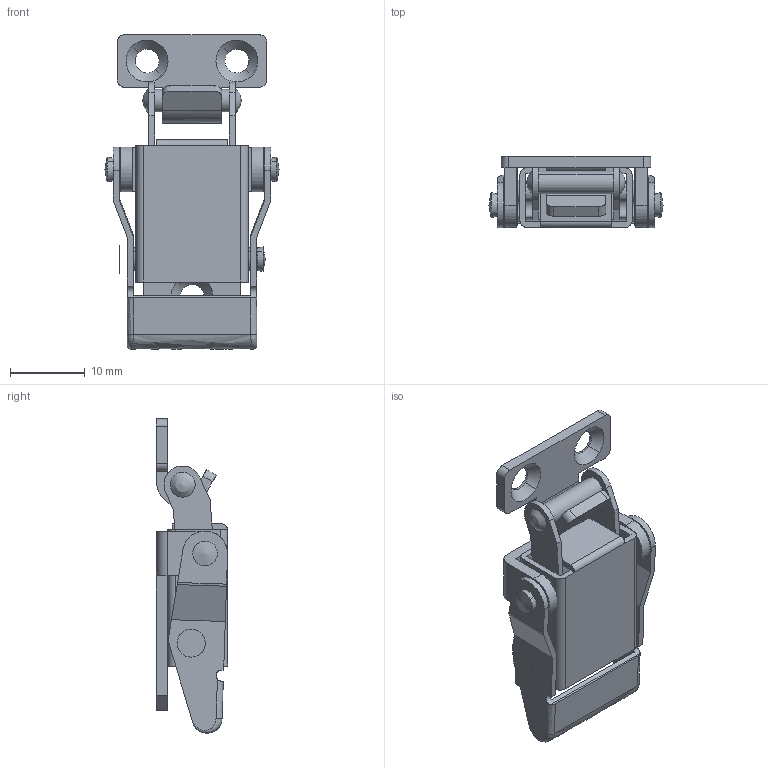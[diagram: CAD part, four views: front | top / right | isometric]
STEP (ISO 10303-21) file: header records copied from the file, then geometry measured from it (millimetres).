
FILE_DESCRIPTION((''),'2;1');
FILE_NAME('','2012-08-22T10:13:40',(''),(''),'','CADfix','');
FILE_SCHEMA(('AUTOMOTIVE_DESIGN { 1 0 10303 214 1 1 1 1 }'));
Length unit declared in the file: millimetre
Bounding box: 23.3 x 9.5 x 42.02 mm (x, y, z)
Volume: 2340.4 mm3; surface area: 5348.3 mm2
Topology: 6 solids, 6 shells, 184 faces, 678 edges, 512 vertices
Faces by surface type: bspline 184
Entity records: 9810 total; most frequent: CARTESIAN_POINT 5806, ORIENTED_EDGE 1352, EDGE_CURVE 676, VERTEX_POINT 512, B_SPLINE_CURVE_WITH_KNOTS 364, QUASI_UNIFORM_CURVE 312, EDGE_LOOP 216, FACE_OUTER_BOUND 183
